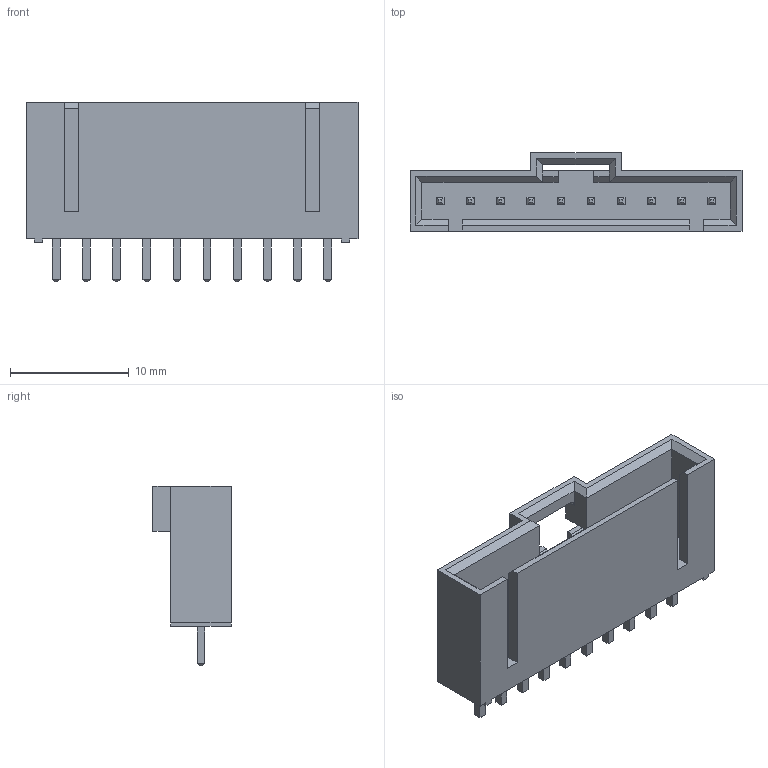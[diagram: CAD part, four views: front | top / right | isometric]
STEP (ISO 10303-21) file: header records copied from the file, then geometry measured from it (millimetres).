
FILE_DESCRIPTION (( 'STEP AP214' ), '1' );
FILE_NAME ('MX2.54-10.STEP', '2020-11-11T07:18:38', ( 'Bee-bee-mama' ), ( '' ), 'SwSTEP 2.0', 'SolidWorks 2018', '' );
FILE_SCHEMA (( 'AUTOMOTIVE_DESIGN' ));
Length unit declared in the file: millimetre
Products named in the file (1): MX2.54-10
Bounding box: 27.95 x 6.6 x 15.1 mm (x, y, z)
Volume: 891.5 mm3; surface area: 1791.6 mm2
Topology: 1 solids, 1 shells, 234 faces, 552 edges, 338 vertices
Faces by surface type: plane 232, cylinder 2
Entity records: 8478 total; most frequent: CARTESIAN_POINT 1125, ORIENTED_EDGE 1104, DIRECTION 1026, EDGE_CURVE 552, LINE 548, VECTOR 548, VERTEX_POINT 338, EDGE_LOOP 254
